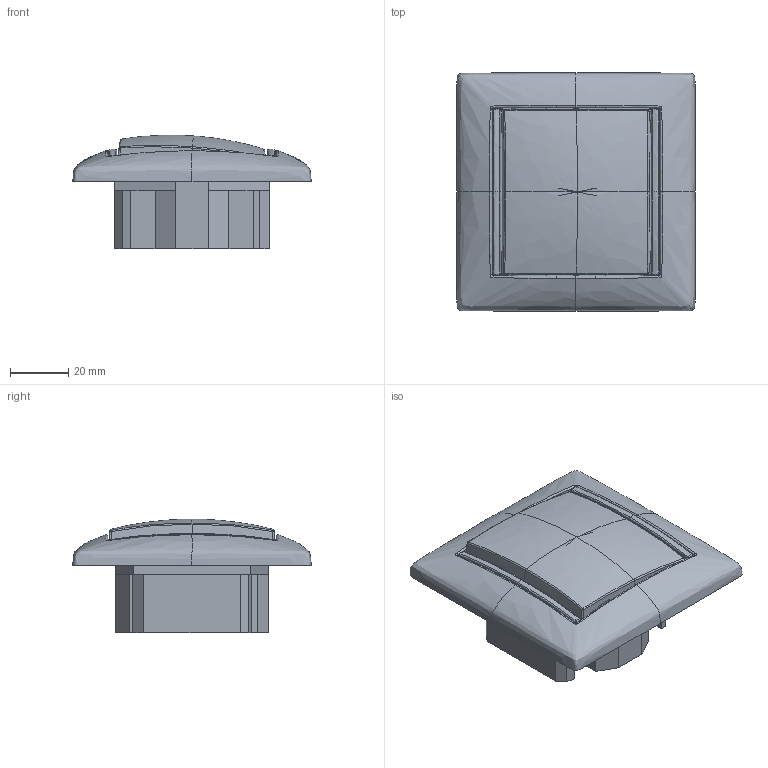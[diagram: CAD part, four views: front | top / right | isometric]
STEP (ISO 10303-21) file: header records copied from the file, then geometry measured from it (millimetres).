
FILE_DESCRIPTION(('STEP AP242'), '1');
FILE_NAME('774101', '', ('UNSPECIFIED'), ('UNSPECIFIED'), 'C3D Converter', 'C3D Toolkit', '');
FILE_SCHEMA(('AP242_MANAGED_MODEL_BASED_3D_ENGINEERING_MIM_LF { 1 0 10303 442 1 1 4 }'));
Length unit declared in the file: millimetre
Products named in the file (1): БЕИВ.642344.005
Bounding box: 82 x 82 x 39.12 mm (x, y, z)
Volume: 115840 mm3; surface area: 31058.2 mm2
Topology: 3 solids, 3 shells, 1054 faces, 2852 edges, 1733 vertices
Faces by surface type: bspline 453, plane 291, cylinder 135, extrusion 135, cone 20, sphere 12, torus 8
Entity records: 82147 total; most frequent: CARTESIAN_POINT 52837, ORIENTED_EDGE 5556, EDGE_CURVE 2778, DIRECTION 2159, B_SPLINE_CURVE_WITH_KNOTS 1826, VERTEX_POINT 1733, FACE_BOUND 1065, EDGE_LOOP 1065
